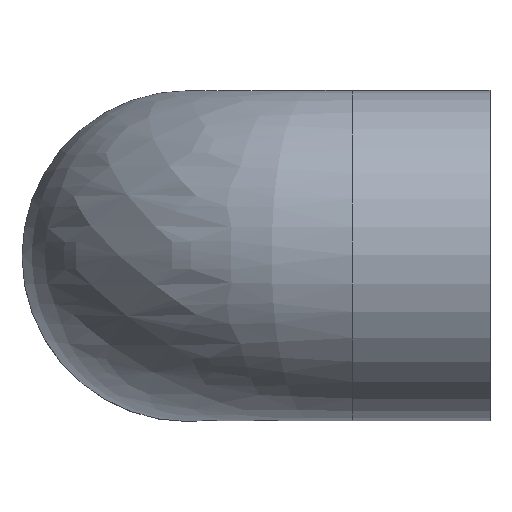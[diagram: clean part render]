
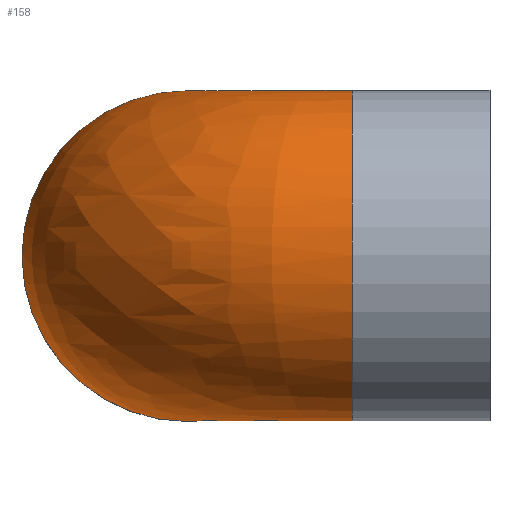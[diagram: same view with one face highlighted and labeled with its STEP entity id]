
A CAD part, top view. The second image highlights one B-rep face of the part: STEP entity #158.
In plain terms, the highlighted free-form (B-spline) face has degree [2, 2] with [9, 3] control points.
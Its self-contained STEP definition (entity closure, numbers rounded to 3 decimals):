
#15=(
BOUNDED_SURFACE()
B_SPLINE_SURFACE(2,2,((#285,#286,#287),(#288,#289,#290),(#291,#292,#293),
(#294,#295,#296),(#297,#298,#299),(#300,#301,#302),(#303,#304,#305),(#306,
#307,#308),(#309,#310,#311)),.UNSPECIFIED.,.T.,.F.,.F.)
B_SPLINE_SURFACE_WITH_KNOTS((3,2,2,2,3),(3,3),(-3.142,-1.571,
0.,1.571,3.142),(-1.571,0.),
 .UNSPECIFIED.)
GEOMETRIC_REPRESENTATION_ITEM()
RATIONAL_B_SPLINE_SURFACE(((1.,0.707,1.),(0.707,
0.5,0.707),(1.,0.707,1.),(0.707,0.5,
0.707),(1.,0.707,1.),(0.707,0.5,
0.707),(1.,0.707,1.),(0.707,0.5,0.707),
(1.,0.707,1.)))
REPRESENTATION_ITEM('')
SURFACE()
);
#29=FACE_OUTER_BOUND('',#41,.T.);
#41=EDGE_LOOP('',(#125,#126,#127,#128));
#64=CIRCLE('',#184,18.);
#65=CIRCLE('',#185,18.);
#70=CIRCLE('',#192,18.);
#71=CIRCLE('',#193,18.);
#79=VERTEX_POINT('',#271);
#80=VERTEX_POINT('',#273);
#84=VERTEX_POINT('',#312);
#94=EDGE_CURVE('',#79,#80,#64,.T.);
#95=EDGE_CURVE('',#80,#79,#65,.T.);
#100=EDGE_CURVE('',#80,#84,#70,.T.);
#101=EDGE_CURVE('',#84,#80,#71,.T.);
#125=ORIENTED_EDGE('',*,*,#100,.T.);
#126=ORIENTED_EDGE('',*,*,#101,.T.);
#127=ORIENTED_EDGE('',*,*,#94,.F.);
#128=ORIENTED_EDGE('',*,*,#95,.F.);
#158=ADVANCED_FACE('',(#29),#15,.F.);
#184=AXIS2_PLACEMENT_3D('',#274,#218,#219);
#185=AXIS2_PLACEMENT_3D('',#275,#220,#221);
#192=AXIS2_PLACEMENT_3D('',#313,#234,#235);
#193=AXIS2_PLACEMENT_3D('',#314,#236,#237);
#218=DIRECTION('center_axis',(1.,0.,0.));
#219=DIRECTION('ref_axis',(0.,0.,1.));
#220=DIRECTION('center_axis',(1.,0.,0.));
#221=DIRECTION('ref_axis',(0.,0.,1.));
#234=DIRECTION('center_axis',(0.,0.,1.));
#235=DIRECTION('ref_axis',(1.,0.,0.));
#236=DIRECTION('center_axis',(0.,0.,1.));
#237=DIRECTION('ref_axis',(1.,0.,0.));
#271=CARTESIAN_POINT('',(18.,-18.,46.9));
#273=CARTESIAN_POINT('',(18.,0.,28.9));
#274=CARTESIAN_POINT('Origin',(18.,0.,46.9));
#275=CARTESIAN_POINT('Origin',(18.,0.,46.9));
#285=CARTESIAN_POINT('Ctrl Pts',(18.,0.,28.9));
#286=CARTESIAN_POINT('Ctrl Pts',(18.,0.,28.9));
#287=CARTESIAN_POINT('Ctrl Pts',(18.,0.,28.9));
#288=CARTESIAN_POINT('Ctrl Pts',(18.,-18.,28.9));
#289=CARTESIAN_POINT('Ctrl Pts',(18.,-18.,28.9));
#290=CARTESIAN_POINT('Ctrl Pts',(18.,-18.,28.9));
#291=CARTESIAN_POINT('Ctrl Pts',(0.,-18.,28.9));
#292=CARTESIAN_POINT('Ctrl Pts',(0.,-18.,46.9));
#293=CARTESIAN_POINT('Ctrl Pts',(18.,-18.,46.9));
#294=CARTESIAN_POINT('Ctrl Pts',(-18.,-18.,28.9));
#295=CARTESIAN_POINT('Ctrl Pts',(-18.,-18.,64.9));
#296=CARTESIAN_POINT('Ctrl Pts',(18.,-18.,64.9));
#297=CARTESIAN_POINT('Ctrl Pts',(-18.,0.,28.9));
#298=CARTESIAN_POINT('Ctrl Pts',(-18.,0.,64.9));
#299=CARTESIAN_POINT('Ctrl Pts',(18.,0.,64.9));
#300=CARTESIAN_POINT('Ctrl Pts',(-18.,18.,28.9));
#301=CARTESIAN_POINT('Ctrl Pts',(-18.,18.,64.9));
#302=CARTESIAN_POINT('Ctrl Pts',(18.,18.,64.9));
#303=CARTESIAN_POINT('Ctrl Pts',(0.,18.,28.9));
#304=CARTESIAN_POINT('Ctrl Pts',(0.,18.,46.9));
#305=CARTESIAN_POINT('Ctrl Pts',(18.,18.,46.9));
#306=CARTESIAN_POINT('Ctrl Pts',(18.,18.,28.9));
#307=CARTESIAN_POINT('Ctrl Pts',(18.,18.,28.9));
#308=CARTESIAN_POINT('Ctrl Pts',(18.,18.,28.9));
#309=CARTESIAN_POINT('Ctrl Pts',(18.,0.,28.9));
#310=CARTESIAN_POINT('Ctrl Pts',(18.,0.,28.9));
#311=CARTESIAN_POINT('Ctrl Pts',(18.,0.,28.9));
#312=CARTESIAN_POINT('',(-18.,0.,28.9));
#313=CARTESIAN_POINT('Origin',(0.,0.,28.9));
#314=CARTESIAN_POINT('Origin',(0.,0.,28.9));
